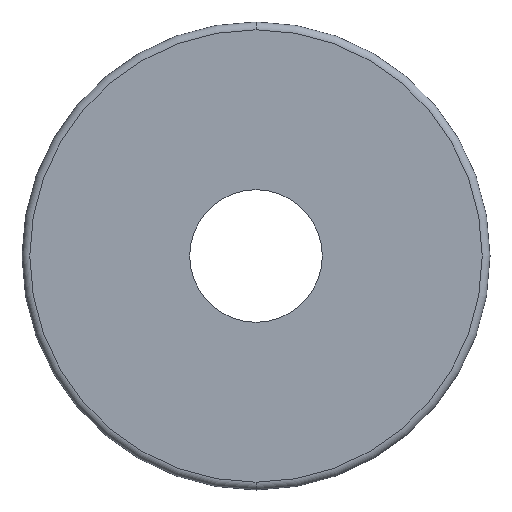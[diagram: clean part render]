
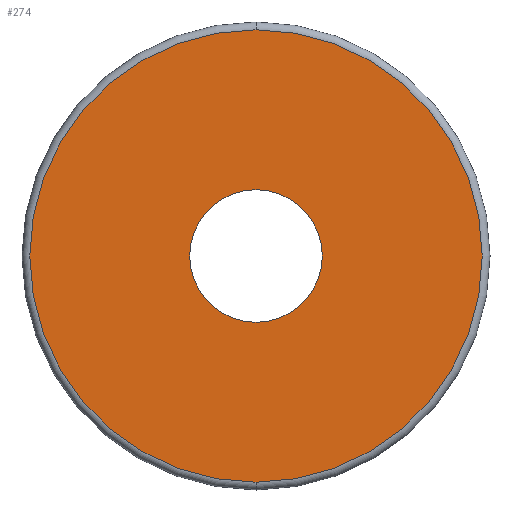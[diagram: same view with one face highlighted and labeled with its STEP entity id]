
A CAD part, front view. The second image highlights one B-rep face of the part: STEP entity #274.
In plain terms, the highlighted planar face has unit normal (0, -1, 0).
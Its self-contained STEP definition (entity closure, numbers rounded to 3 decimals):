
#7 = VERTEX_POINT ( 'NONE', #286 ) ;
#16 = ORIENTED_EDGE ( 'NONE', *, *, #227, .T. ) ;
#31 = FACE_BOUND ( 'NONE', #237, .T. ) ;
#46 = DIRECTION ( 'NONE',  ( 0., 1., 0. ) ) ;
#52 = DIRECTION ( 'NONE',  ( 0., 0., 1. ) ) ;
#56 = DIRECTION ( 'NONE',  ( 0., 0., 1. ) ) ;
#60 = CIRCLE ( 'NONE', #112, 17. ) ;
#61 = VERTEX_POINT ( 'NONE', #236 ) ;
#64 = CIRCLE ( 'NONE', #222, 17. ) ;
#66 = VERTEX_POINT ( 'NONE', #122 ) ;
#75 = CARTESIAN_POINT ( 'NONE',  ( 0., 0., 0. ) ) ;
#80 = CARTESIAN_POINT ( 'NONE',  ( 0., 0., 0. ) ) ;
#81 = CIRCLE ( 'NONE', #320, 58. ) ;
#82 = DIRECTION ( 'NONE',  ( 0., 0., 1. ) ) ;
#84 = DIRECTION ( 'NONE',  ( 0., 1., 0. ) ) ;
#91 = ORIENTED_EDGE ( 'NONE', *, *, #173, .T. ) ;
#107 = DIRECTION ( 'NONE',  ( 0., -1., 0. ) ) ;
#112 = AXIS2_PLACEMENT_3D ( 'NONE', #167, #84, #82 ) ;
#114 = EDGE_CURVE ( 'NONE', #172, #61, #81, .T. ) ;
#122 = CARTESIAN_POINT ( 'NONE',  ( 0., 0., -17. ) ) ;
#135 = DIRECTION ( 'NONE',  ( 0., 0., 1. ) ) ;
#164 = CARTESIAN_POINT ( 'NONE',  ( 0., 0., 58. ) ) ;
#166 = CARTESIAN_POINT ( 'NONE',  ( 0., 0., 0. ) ) ;
#167 = CARTESIAN_POINT ( 'NONE',  ( 0., 0., 0. ) ) ;
#172 = VERTEX_POINT ( 'NONE', #164 ) ;
#173 = EDGE_CURVE ( 'NONE', #7, #66, #64, .T. ) ;
#185 = DIRECTION ( 'NONE',  ( 0., 0., 1. ) ) ;
#197 = EDGE_CURVE ( 'NONE', #66, #7, #60, .T. ) ;
#215 = CARTESIAN_POINT ( 'NONE',  ( 0., 0., 0. ) ) ;
#216 = DIRECTION ( 'NONE',  ( 0., 1., 0. ) ) ;
#222 = AXIS2_PLACEMENT_3D ( 'NONE', #215, #216, #52 ) ;
#227 = EDGE_CURVE ( 'NONE', #61, #172, #335, .T. ) ;
#234 = ORIENTED_EDGE ( 'NONE', *, *, #197, .T. ) ;
#236 = CARTESIAN_POINT ( 'NONE',  ( 0., 0., -58. ) ) ;
#237 = EDGE_LOOP ( 'NONE', ( #234, #91 ) ) ;
#245 = AXIS2_PLACEMENT_3D ( 'NONE', #166, #107, #56 ) ;
#263 = FACE_OUTER_BOUND ( 'NONE', #306, .T. ) ;
#274 = ADVANCED_FACE ( 'NONE', ( #263, #31 ), #321, .F. ) ;
#286 = CARTESIAN_POINT ( 'NONE',  ( 0., 0., 17. ) ) ;
#291 = DIRECTION ( 'NONE',  ( 0., -1., 0. ) ) ;
#306 = EDGE_LOOP ( 'NONE', ( #346, #16 ) ) ;
#320 = AXIS2_PLACEMENT_3D ( 'NONE', #80, #291, #135 ) ;
#321 = PLANE ( 'NONE',  #333 ) ;
#333 = AXIS2_PLACEMENT_3D ( 'NONE', #75, #46, #185 ) ;
#335 = CIRCLE ( 'NONE', #245, 58. ) ;
#346 = ORIENTED_EDGE ( 'NONE', *, *, #114, .T. ) ;
